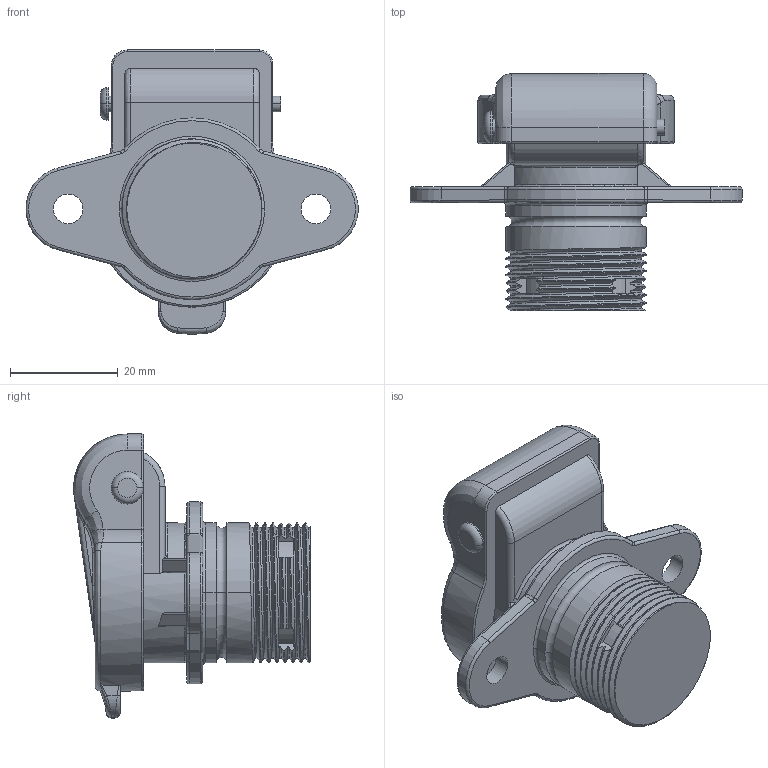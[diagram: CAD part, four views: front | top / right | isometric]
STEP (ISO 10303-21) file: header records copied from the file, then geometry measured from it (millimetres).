
FILE_DESCRIPTION((''),'2;1');
FILE_NAME('381944_SW0001','2015-04-09T',('temk'),(''),'PRO/ENGINEER BY PARAMETRIC TECHNOLOGY CORPORATION, 2012480','PRO/ENGINEER BY PARAMETRIC TECHNOLOGY CORPORATION, 2012480','');
FILE_SCHEMA(('CONFIG_CONTROL_DESIGN'));
Length unit declared in the file: millimetre
Products named in the file (1): 381944_SW0001
Bounding box: 61.64 x 43.99 x 52.73 mm (x, y, z)
Volume: 34282.9 mm3; surface area: 9655.9 mm2
Topology: 1 solids, 1 shells, 446 faces, 1163 edges, 745 vertices
Faces by surface type: plane 181, cylinder 99, extrusion 63, bspline 57, torus 42, cone 4
Entity records: 20806 total; most frequent: CARTESIAN_POINT 10562, ORIENTED_EDGE 2326, DIRECTION 1725, EDGE_CURVE 1163, VERTEX_POINT 745, VECTOR 669, LINE 606, AXIS2_PLACEMENT_3D 528
